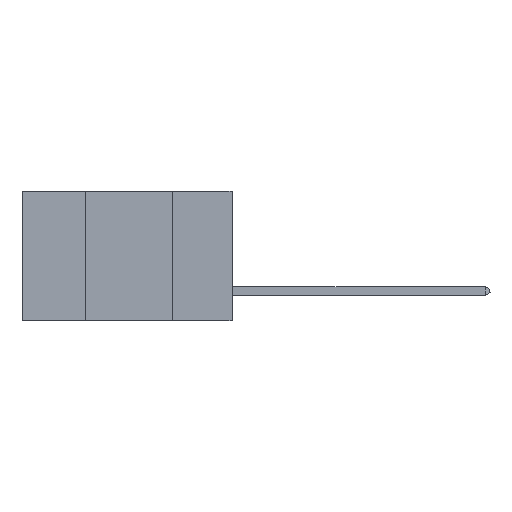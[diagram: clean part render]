
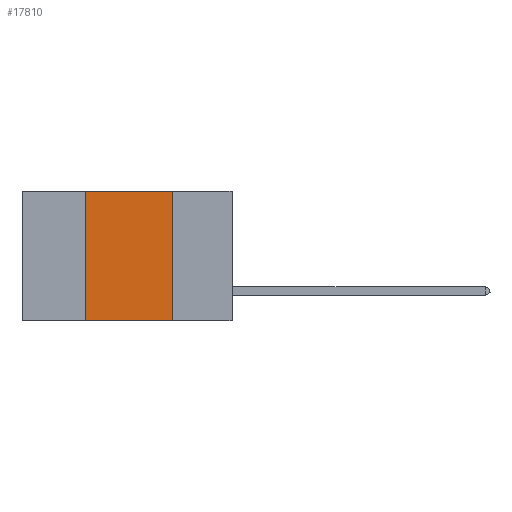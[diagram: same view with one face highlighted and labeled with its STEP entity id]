
A CAD part, left-side view. The second image highlights one B-rep face of the part: STEP entity #17810.
In plain terms, the highlighted planar face has unit normal (-1, 0, 0).
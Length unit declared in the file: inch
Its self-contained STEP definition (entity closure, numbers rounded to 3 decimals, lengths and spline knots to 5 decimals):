
#37 = CARTESIAN_POINT ( 'NONE',  ( 0., 0.6, 0. ) ) ;
#655 = CARTESIAN_POINT ( 'NONE',  ( 0., 0.42, -0.37 ) ) ;
#1045 = CARTESIAN_POINT ( 'NONE',  ( 0., 0.6, 0. ) ) ;
#1098 = EDGE_CURVE ( 'NONE', #17475, #16147, #14967, .T. ) ;
#1253 = DIRECTION ( 'NONE',  ( 0., 0., -1. ) ) ;
#2282 = ORIENTED_EDGE ( 'NONE', *, *, #8267, .T. ) ;
#2344 = ORIENTED_EDGE ( 'NONE', *, *, #14422, .F. ) ;
#2802 = DIRECTION ( 'NONE',  ( 1., 0., 0. ) ) ;
#4587 = VECTOR ( 'NONE', #16133, 39.37008 ) ;
#4978 = VECTOR ( 'NONE', #17545, 39.37008 ) ;
#6763 = PLANE ( 'NONE',  #8420 ) ;
#7443 = DIRECTION ( 'NONE',  ( 0., 0., 1. ) ) ;
#8267 = EDGE_CURVE ( 'NONE', #12755, #16147, #10885, .T. ) ;
#8420 = AXIS2_PLACEMENT_3D ( 'NONE', #37, #2802, #1253 ) ;
#9154 = CARTESIAN_POINT ( 'NONE',  ( 0., 0.17, 0. ) ) ;
#9391 = CARTESIAN_POINT ( 'NONE',  ( 0., 0.17, 0. ) ) ;
#9756 = LINE ( 'NONE', #9966, #16441 ) ;
#9966 = CARTESIAN_POINT ( 'NONE',  ( 0., 0.42, 0. ) ) ;
#9980 = CARTESIAN_POINT ( 'NONE',  ( 0., 0.6, -0.37 ) ) ;
#10863 = VERTEX_POINT ( 'NONE', #11219 ) ;
#10885 = LINE ( 'NONE', #9980, #15865 ) ;
#11219 = CARTESIAN_POINT ( 'NONE',  ( 0., 0.42, 0. ) ) ;
#11582 = FACE_OUTER_BOUND ( 'NONE', #13705, .T. ) ;
#12755 = VERTEX_POINT ( 'NONE', #655 ) ;
#13705 = EDGE_LOOP ( 'NONE', ( #16241, #2344, #17635, #2282 ) ) ;
#14194 = EDGE_CURVE ( 'NONE', #12755, #10863, #9756, .T. ) ;
#14422 = EDGE_CURVE ( 'NONE', #10863, #17475, #16212, .T. ) ;
#14967 = LINE ( 'NONE', #9154, #4587 ) ;
#15865 = VECTOR ( 'NONE', #16730, 39.37008 ) ;
#16133 = DIRECTION ( 'NONE',  ( 0., 0., -1. ) ) ;
#16147 = VERTEX_POINT ( 'NONE', #16294 ) ;
#16212 = LINE ( 'NONE', #1045, #4978 ) ;
#16241 = ORIENTED_EDGE ( 'NONE', *, *, #1098, .F. ) ;
#16294 = CARTESIAN_POINT ( 'NONE',  ( 0., 0.17, -0.37 ) ) ;
#16441 = VECTOR ( 'NONE', #7443, 39.37008 ) ;
#16730 = DIRECTION ( 'NONE',  ( 0., -1., 0. ) ) ;
#17475 = VERTEX_POINT ( 'NONE', #9391 ) ;
#17545 = DIRECTION ( 'NONE',  ( 0., -1., 0. ) ) ;
#17635 = ORIENTED_EDGE ( 'NONE', *, *, #14194, .F. ) ;
#17810 = ADVANCED_FACE ( 'NONE', ( #11582 ), #6763, .F. ) ;
